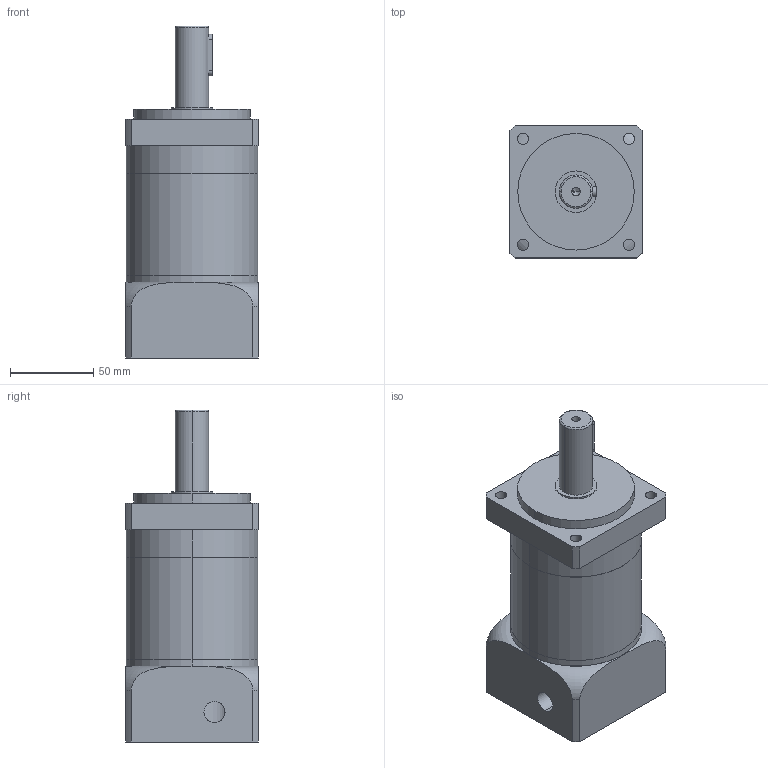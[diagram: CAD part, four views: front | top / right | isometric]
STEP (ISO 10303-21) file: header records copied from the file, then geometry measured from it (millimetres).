
FILE_DESCRIPTION (( 'STEP AP203' ), '1' );
FILE_NAME ('DH080-L2-XX-19-70-90-M6_2024.STEP', '2024-03-05T09:24:56', ( '' ), ( '' ), 'SwSTEP 2.0', 'SolidWorks 2016', '' );
FILE_SCHEMA (( 'CONFIG_CONTROL_DESIGN' ));
Length unit declared in the file: millimetre
Products named in the file (1): DH080-L2-XX-19-70-90-M6_2024
Bounding box: 79.5 x 79.62 x 199.5 mm (x, y, z)
Volume: 742130.6 mm3; surface area: 89595.1 mm2
Topology: 2 solids, 2 shells, 161 faces, 400 edges, 256 vertices
Faces by surface type: cylinder 74, plane 65, torus 12, cone 10
Entity records: 5320 total; most frequent: CARTESIAN_POINT 1292, DIRECTION 877, ORIENTED_EDGE 780, EDGE_CURVE 390, AXIS2_PLACEMENT_3D 339, VERTEX_POINT 256, LINE 199, VECTOR 199
